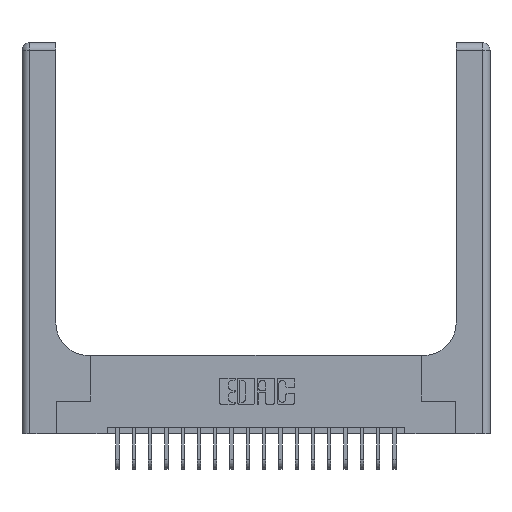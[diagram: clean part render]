
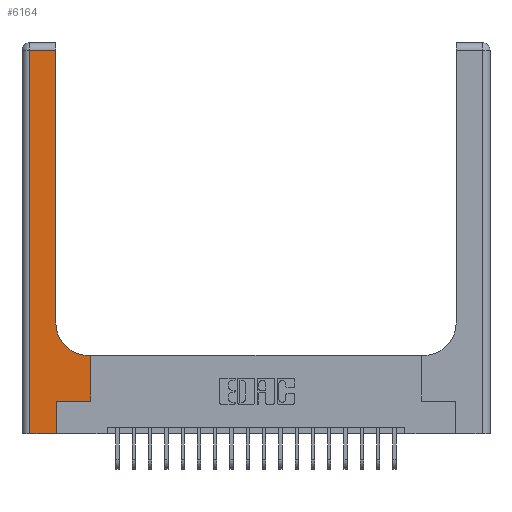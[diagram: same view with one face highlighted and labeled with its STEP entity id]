
A CAD part, top view. The second image highlights one B-rep face of the part: STEP entity #6164.
In plain terms, the highlighted planar face has unit normal (0, 0, 1).
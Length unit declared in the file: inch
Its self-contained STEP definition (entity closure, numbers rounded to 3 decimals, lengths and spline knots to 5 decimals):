
#88 = ORIENTED_EDGE ( 'NONE', *, *, #9434, .T. ) ;
#667 = EDGE_CURVE ( 'NONE', #15160, #8735, #930, .T. ) ;
#748 = CARTESIAN_POINT ( 'NONE',  ( 0.51, 0.6, 0.37 ) ) ;
#930 = LINE ( 'NONE', #16802, #4568 ) ;
#953 = VERTEX_POINT ( 'NONE', #7652 ) ;
#1035 = ORIENTED_EDGE ( 'NONE', *, *, #7538, .T. ) ;
#1050 = CARTESIAN_POINT ( 'NONE',  ( 0., 2.94, 0.37 ) ) ;
#2040 = ORIENTED_EDGE ( 'NONE', *, *, #667, .T. ) ;
#2417 = DIRECTION ( 'NONE',  ( 0., 1., 0. ) ) ;
#2433 = CARTESIAN_POINT ( 'NONE',  ( 0.528, 0.6, 0.37 ) ) ;
#2562 = DIRECTION ( 'NONE',  ( 0., 0., -1. ) ) ;
#2596 = DIRECTION ( 'NONE',  ( -1., 0., 0. ) ) ;
#2749 = DIRECTION ( 'NONE',  ( 0., 0., -1. ) ) ;
#2921 = ORIENTED_EDGE ( 'NONE', *, *, #3884, .T. ) ;
#2968 = ORIENTED_EDGE ( 'NONE', *, *, #18330, .T. ) ;
#3355 = ORIENTED_EDGE ( 'NONE', *, *, #15072, .T. ) ;
#3513 = LINE ( 'NONE', #1050, #11407 ) ;
#3679 = LINE ( 'NONE', #8273, #11314 ) ;
#3884 = EDGE_CURVE ( 'NONE', #18566, #13397, #17552, .T. ) ;
#4250 = CARTESIAN_POINT ( 'NONE',  ( 0., 3., 0.37 ) ) ;
#4568 = VECTOR ( 'NONE', #15156, 39.37008 ) ;
#5238 = DIRECTION ( 'NONE',  ( 1., 0., 0. ) ) ;
#5425 = DIRECTION ( 'NONE',  ( 0., 1., 0. ) ) ;
#5532 = CARTESIAN_POINT ( 'NONE',  ( 0., 0., 0.37 ) ) ;
#5875 = LINE ( 'NONE', #17297, #9919 ) ;
#6164 = ADVANCED_FACE ( 'NONE', ( #17229 ), #11902, .F. ) ;
#6329 = CARTESIAN_POINT ( 'NONE',  ( 0.06, 2.94, 0.37 ) ) ;
#6334 = VECTOR ( 'NONE', #14614, 39.37008 ) ;
#6381 = VECTOR ( 'NONE', #18540, 39.37008 ) ;
#7290 = VERTEX_POINT ( 'NONE', #16378 ) ;
#7538 = EDGE_CURVE ( 'NONE', #13250, #15160, #10909, .T. ) ;
#7652 = CARTESIAN_POINT ( 'NONE',  ( 0.06, 0., 0.37 ) ) ;
#8095 = EDGE_CURVE ( 'NONE', #13397, #13250, #5875, .T. ) ;
#8273 = CARTESIAN_POINT ( 'NONE',  ( 0.06, 3., 0.37 ) ) ;
#8735 = VERTEX_POINT ( 'NONE', #748 ) ;
#9013 = CARTESIAN_POINT ( 'NONE',  ( 0.26, 2.94, 0.37 ) ) ;
#9434 = EDGE_CURVE ( 'NONE', #7290, #16383, #19283, .T. ) ;
#9626 = CARTESIAN_POINT ( 'NONE',  ( 0.528, 0.25, 0.37 ) ) ;
#9814 = DIRECTION ( 'NONE',  ( 0., -1., 0. ) ) ;
#9919 = VECTOR ( 'NONE', #5238, 39.37008 ) ;
#9974 = CARTESIAN_POINT ( 'NONE',  ( 0.26, 3., 0.37 ) ) ;
#10909 = LINE ( 'NONE', #12515, #6381 ) ;
#11314 = VECTOR ( 'NONE', #9814, 39.37008 ) ;
#11407 = VECTOR ( 'NONE', #2596, 39.37008 ) ;
#11705 = CARTESIAN_POINT ( 'NONE',  ( 0.51, 0.85, 0.37 ) ) ;
#11902 = PLANE ( 'NONE',  #16150 ) ;
#12515 = CARTESIAN_POINT ( 'NONE',  ( 0.528, 0.25, 0.37 ) ) ;
#13249 = DIRECTION ( 'NONE',  ( 1., 0., 0. ) ) ;
#13250 = VERTEX_POINT ( 'NONE', #9626 ) ;
#13397 = VERTEX_POINT ( 'NONE', #14437 ) ;
#13433 = DIRECTION ( 'NONE',  ( -1., 0., 0. ) ) ;
#13623 = VECTOR ( 'NONE', #5425, 39.37008 ) ;
#14437 = CARTESIAN_POINT ( 'NONE',  ( 0.265, 0.25, 0.37 ) ) ;
#14614 = DIRECTION ( 'NONE',  ( 1., 0., 0. ) ) ;
#15072 = EDGE_CURVE ( 'NONE', #15552, #953, #3679, .T. ) ;
#15152 = EDGE_CURVE ( 'NONE', #953, #18566, #18370, .T. ) ;
#15156 = DIRECTION ( 'NONE',  ( -1., 0., 0. ) ) ;
#15160 = VERTEX_POINT ( 'NONE', #2433 ) ;
#15186 = EDGE_CURVE ( 'NONE', #8735, #7290, #16943, .T. ) ;
#15236 = CARTESIAN_POINT ( 'NONE',  ( 0.265, 0., 0.37 ) ) ;
#15313 = VECTOR ( 'NONE', #2417, 39.37008 ) ;
#15390 = AXIS2_PLACEMENT_3D ( 'NONE', #11705, #2562, #13249 ) ;
#15552 = VERTEX_POINT ( 'NONE', #6329 ) ;
#15627 = EDGE_LOOP ( 'NONE', ( #88, #2968, #3355, #16812, #2921, #15736, #1035, #2040, #16723 ) ) ;
#15736 = ORIENTED_EDGE ( 'NONE', *, *, #8095, .T. ) ;
#16007 = CARTESIAN_POINT ( 'NONE',  ( 0.265, 0., 0.37 ) ) ;
#16150 = AXIS2_PLACEMENT_3D ( 'NONE', #4250, #2749, #13433 ) ;
#16378 = CARTESIAN_POINT ( 'NONE',  ( 0.26, 0.85, 0.37 ) ) ;
#16383 = VERTEX_POINT ( 'NONE', #9013 ) ;
#16723 = ORIENTED_EDGE ( 'NONE', *, *, #15186, .T. ) ;
#16802 = CARTESIAN_POINT ( 'NONE',  ( 0.26, 0.6, 0.37 ) ) ;
#16812 = ORIENTED_EDGE ( 'NONE', *, *, #15152, .T. ) ;
#16943 = CIRCLE ( 'NONE', #15390, 0.25 ) ;
#17229 = FACE_OUTER_BOUND ( 'NONE', #15627, .T. ) ;
#17297 = CARTESIAN_POINT ( 'NONE',  ( 0.265, 0.25, 0.37 ) ) ;
#17552 = LINE ( 'NONE', #16007, #13623 ) ;
#18330 = EDGE_CURVE ( 'NONE', #16383, #15552, #3513, .T. ) ;
#18370 = LINE ( 'NONE', #5532, #6334 ) ;
#18540 = DIRECTION ( 'NONE',  ( 0., 1., 0. ) ) ;
#18566 = VERTEX_POINT ( 'NONE', #15236 ) ;
#19283 = LINE ( 'NONE', #9974, #15313 ) ;
